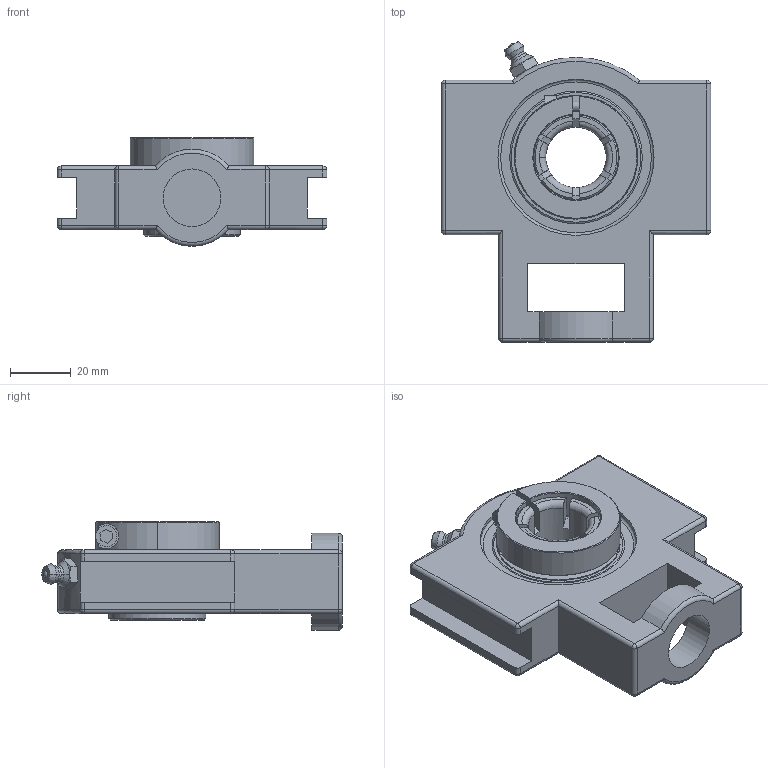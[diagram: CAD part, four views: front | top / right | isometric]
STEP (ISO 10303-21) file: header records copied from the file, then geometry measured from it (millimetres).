
FILE_DESCRIPTION(('HOOPS Exchange Step'),'2;1');
FILE_NAME('export-39A654CE-F97B-4F1B-9404-F707A4E9C580.stp','2019-12-18T08:36:31-08:00',('ibuslach'),('Alibre'),'HOOPS Exchange 2019.2','Alibre','Unknown authorisation');
FILE_SCHEMA( ('AP242_MANAGED_MODEL_BASED_3D_ENGINEERING_MIM_LF {1 0 10303 442 1 1 4 }') );
Length unit declared in the file: centimetre
Products named in the file (8): MRN ST 204; UCP ZERK 6mm; SUE 204 RACES; SUE 204 SHIELD; SUE 204 LOCK RING; SUE 204 BOLT; MRN SUE 204; MRN SUET 204
Assembly tree (8 placements, depth 3):
  MRN SUET 204
    MRN ST 204
    UCP ZERK 6mm
    MRN SUE 204
      SUE 204 RACES
      SUE 204 SHIELD  x2
      SUE 204 LOCK RING
      SUE 204 BOLT
Bounding box: 89 x 99.19 x 35.8 mm (x, y, z)
Volume: 104631.4 mm3; surface area: 40926.9 mm2
Topology: 8 solids, 8 shells, 266 faces, 714 edges, 448 vertices
Faces by surface type: cylinder 88, plane 82, cone 40, torus 31, sphere 21, bspline 4
Full cylindrical faces by diameter (mm): 1.474 x2, 3.242 x2, 4 x1, 6 x2, 7 x1, 19 x1, 20 x1, 32 x4, 32.508 x2, 40 x2, 40.792 x2, 51.553 x2
Entity records: 12842 total; most frequent: CARTESIAN_POINT 6213, DIRECTION 1401, ORIENTED_EDGE 1352, EDGE_CURVE 676, AXIS2_PLACEMENT_3D 567, VERTEX_POINT 434, CIRCLE 284, EDGE_LOOP 284
